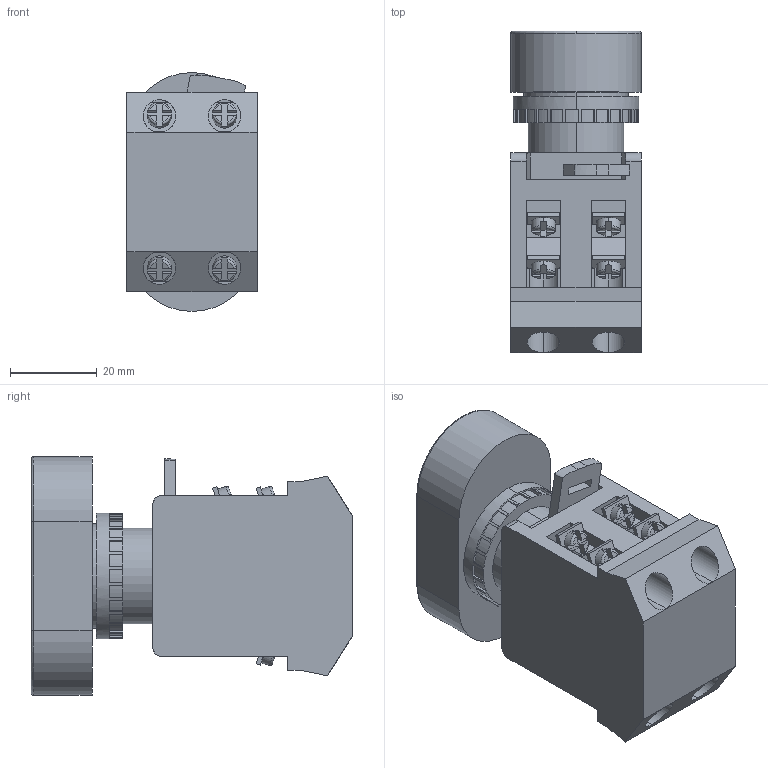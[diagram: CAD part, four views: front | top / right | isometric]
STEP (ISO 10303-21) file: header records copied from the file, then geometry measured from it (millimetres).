
FILE_DESCRIPTION (( 'STEP AP203' ), '1' );
FILE_NAME ('扱闀罻 APBB-22N (砓齕-嚦闀).STEP', '2018-09-04T06:59:53', ( '' ), ( '' ), 'SwSTEP 2.0', 'SolidWorks 2017', '' );
FILE_SCHEMA (( 'CONFIG_CONTROL_DESIGN' ));
Length unit declared in the file: millimetre
Products named in the file (1): 扱闀罻 APBB-22N (砓齕-嚦闀)
Bounding box: 30 x 74 x 55 mm (x, y, z)
Volume: 75493.9 mm3; surface area: 17934.4 mm2
Topology: 1 solids, 5 shells, 423 faces, 1167 edges, 764 vertices
Faces by surface type: plane 295, cylinder 89, torus 33, bspline 6
Entity records: 13829 total; most frequent: CARTESIAN_POINT 2985, ORIENTED_EDGE 2334, DIRECTION 2172, EDGE_CURVE 1167, VECTOR 778, LINE 778, VERTEX_POINT 764, AXIS2_PLACEMENT_3D 697
